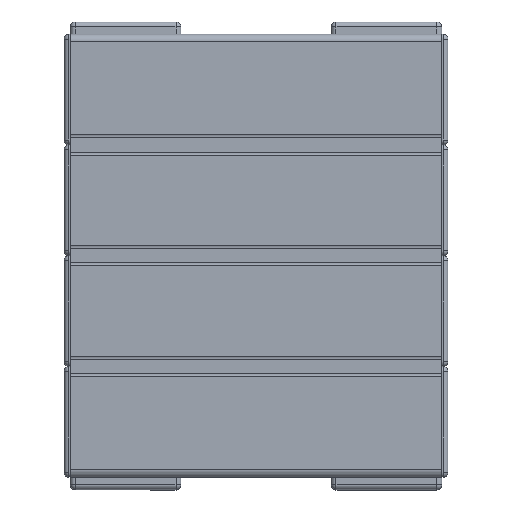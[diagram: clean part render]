
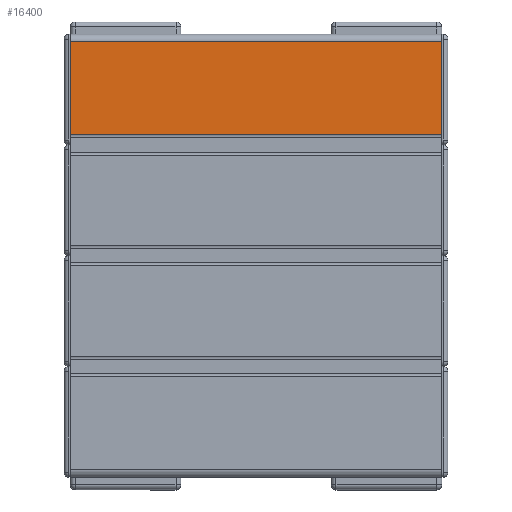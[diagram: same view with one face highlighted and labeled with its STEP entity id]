
A CAD part, top view. The second image highlights one B-rep face of the part: STEP entity #16400.
In plain terms, the highlighted face is planar.
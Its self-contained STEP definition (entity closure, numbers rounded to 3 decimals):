
#1076=PLANE($,#18050);
#1882=FACE_OUTER_BOUND($,#2949,.T.);
#2949=EDGE_LOOP($,(#13536,#13537,#13538,#13539));
#3903=LINE($,#29118,#5343);
#4075=LINE($,#29563,#5515);
#4078=LINE($,#29570,#5518);
#4079=LINE($,#29571,#5519);
#5343=VECTOR($,#21529,37.9);
#5515=VECTOR($,#21859,151.);
#5518=VECTOR($,#21868,37.9);
#5519=VECTOR($,#21869,151.);
#7782=VERTEX_POINT($,#29115);
#7783=VERTEX_POINT($,#29117);
#7977=VERTEX_POINT($,#29561);
#7978=VERTEX_POINT($,#29569);
#9715=EDGE_CURVE($,#7782,#7783,#3903,.T.);
#9938=EDGE_CURVE($,#7782,#7977,#4075,.T.);
#9941=EDGE_CURVE($,#7977,#7978,#4078,.T.);
#9942=EDGE_CURVE($,#7783,#7978,#4079,.T.);
#13536=ORIENTED_EDGE($,*,*,#9938,.T.);
#13537=ORIENTED_EDGE($,*,*,#9941,.T.);
#13538=ORIENTED_EDGE($,*,*,#9942,.F.);
#13539=ORIENTED_EDGE($,*,*,#9715,.F.);
#16400=ADVANCED_FACE($,(#1882),#1076,.T.);
#18050=AXIS2_PLACEMENT_3D($,#29568,#21866,#21867);
#21529=DIRECTION($,(1.,0.,0.));
#21859=DIRECTION($,(0.,0.,1.));
#21866=DIRECTION('center_axis',(0.,1.,0.));
#21867=DIRECTION('ref_axis',(0.,0.,1.));
#21868=DIRECTION($,(1.,0.,0.));
#21869=DIRECTION($,(0.,0.,1.));
#29115=CARTESIAN_POINT('',(49.1,9.5,0.));
#29117=CARTESIAN_POINT('',(87.,9.5,0.));
#29118=CARTESIAN_POINT($,(24.55,9.5,0.));
#29561=CARTESIAN_POINT('',(49.1,9.5,151.));
#29563=CARTESIAN_POINT($,(49.1,9.5,0.));
#29568=CARTESIAN_POINT('Origin',(49.1,9.5,0.));
#29569=CARTESIAN_POINT('',(87.,9.5,151.));
#29570=CARTESIAN_POINT($,(24.55,9.5,151.));
#29571=CARTESIAN_POINT($,(87.,9.5,0.));
